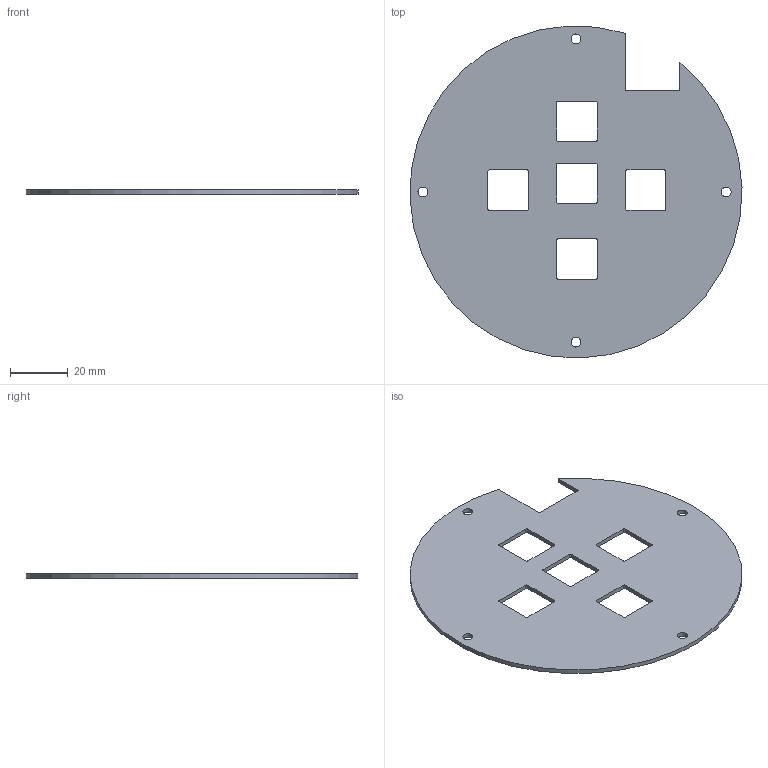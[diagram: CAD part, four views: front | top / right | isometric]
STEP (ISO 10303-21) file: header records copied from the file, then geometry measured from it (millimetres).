
FILE_DESCRIPTION(/* description */ (''),/* implementation_level */ '2;1');
FILE_NAME(/* name */ '771c6e9e-1330-45db-93ae-6c45a1c14b92.step',/* time_stamp */ '2025-11-12T12:44:36Z',/* author */ (''),/* organization */ (''),/* preprocessor_version */ 'ST-DEVELOPER v20.1',/* originating_system */ 'Autodesk Translation Framework v14.21.0.0',/* authorisation */ '');
FILE_SCHEMA (('AUTOMOTIVE_DESIGN { 1 0 10303 214 3 1 1 }'));
Length unit declared in the file: millimetre
Products named in the file (1): plate-2025-11-12T12_27_52.187Z
Bounding box: 114.93 x 114.9 x 1.5 mm (x, y, z)
Volume: 13611.4 mm3; surface area: 19208.8 mm2
Topology: 1 solids, 1 shells, 50 faces, 144 edges, 96 vertices
Faces by surface type: plane 25, cylinder 25
Full cylindrical faces by diameter (mm): 3.4 x4
Entity records: 1727 total; most frequent: DIRECTION 296, CARTESIAN_POINT 291, ORIENTED_EDGE 288, EDGE_CURVE 144, AXIS2_PLACEMENT_3D 101, VERTEX_POINT 96, LINE 94, VECTOR 94
